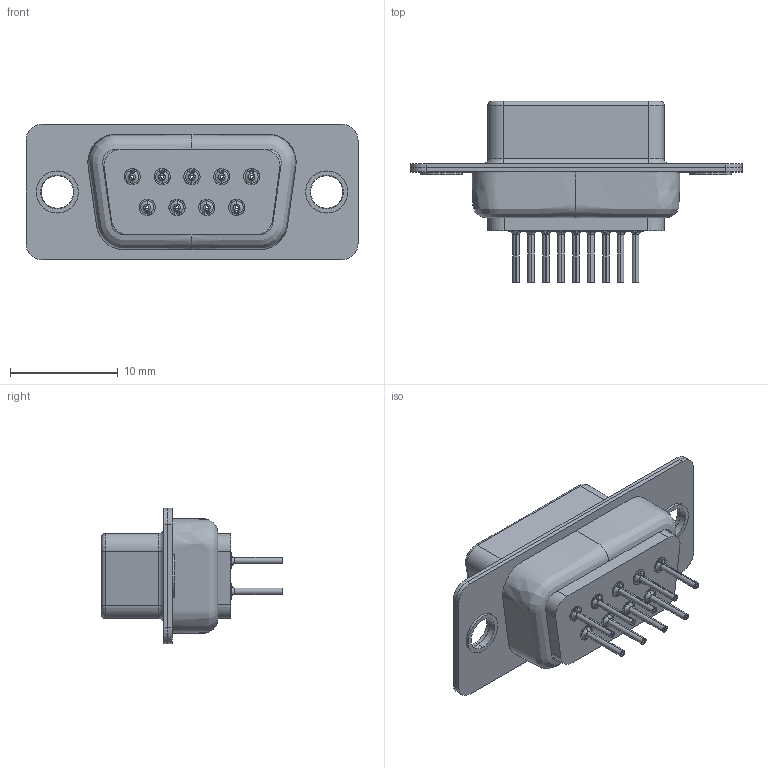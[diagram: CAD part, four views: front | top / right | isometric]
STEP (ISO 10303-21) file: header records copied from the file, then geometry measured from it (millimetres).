
FILE_DESCRIPTION(('STEP AP242'),'1');
FILE_NAME('61800925123.stp','2022-05-24T06:40:13',('TraceParts'),('TraceParts S.A.'),'Spatial InterOp 3D',' ',' ');
FILE_SCHEMA(('AP242_MANAGED_MODEL_BASED_3D_ENGINEERING_MIM_LF {1 0 10303 442 1 1 4}'));
Length unit declared in the file: millimetre
Products named in the file (1): 61800925123_1
Bounding box: 30.8 x 16.8 x 12.55 mm (x, y, z)
Volume: 1747.5 mm3; surface area: 4659.3 mm2
Topology: 13 solids, 13 shells, 986 faces, 2657 edges, 1709 vertices
Faces by surface type: plane 439, cylinder 339, cone 162, torus 30, bspline 16
Entity records: 47576 total; most frequent: CARTESIAN_POINT 22251, DIRECTION 5474, ORIENTED_EDGE 5314, EDGE_CURVE 2657, AXIS2_PLACEMENT_3D 2178, VERTEX_POINT 1709, LINE 1118, VECTOR 1118
